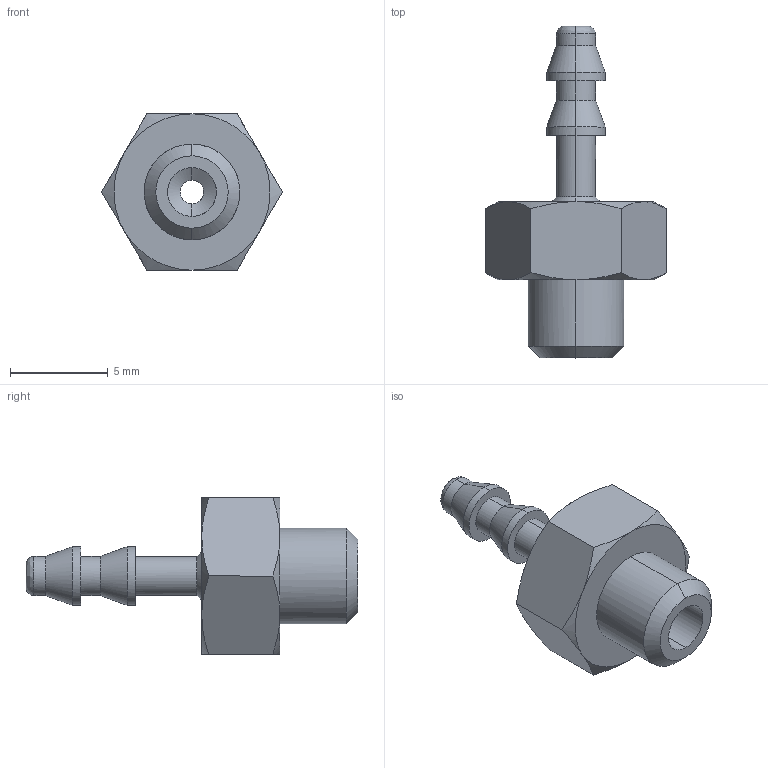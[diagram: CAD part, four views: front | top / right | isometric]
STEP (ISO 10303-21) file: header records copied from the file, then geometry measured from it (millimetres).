
FILE_DESCRIPTION (( 'STEP AP214' ), '1' );
FILE_NAME ('DRF.SPM5-2.STEP', '2018-09-06T06:41:35', ( '' ), ( '' ), 'SwSTEP 2.0', 'SolidWorks 2018', '' );
FILE_SCHEMA (( 'AUTOMOTIVE_DESIGN' ));
Length unit declared in the file: millimetre
Products named in the file (1): DRF.SPM5-2
Bounding box: 9.24 x 17 x 8 mm (x, y, z)
Volume: 287.7 mm3; surface area: 428.6 mm2
Topology: 1 solids, 1 shells, 51 faces, 110 edges, 64 vertices
Faces by surface type: bspline 51
Entity records: 2036 total; most frequent: CARTESIAN_POINT 1323, ORIENTED_EDGE 220, EDGE_CURVE 110, B_SPLINE_CURVE_WITH_KNOTS 82, VERTEX_POINT 64, EDGE_LOOP 56, FACE_OUTER_BOUND 51, ADVANCED_FACE 51
